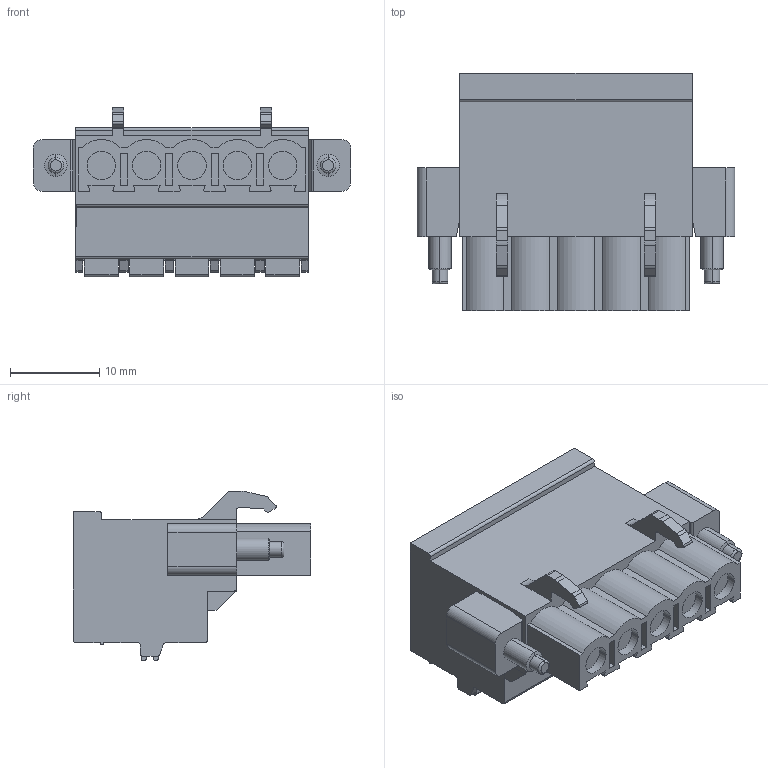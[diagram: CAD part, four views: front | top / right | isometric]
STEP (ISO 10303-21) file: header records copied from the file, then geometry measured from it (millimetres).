
FILE_DESCRIPTION((''),'2;1');
FILE_NAME('3333','2024-09-27T14:10:04',('tluser'),(''),'CREO PARAMETRIC BY PTC INC, 2018100','CREO PARAMETRIC BY PTC INC, 2018100','');
FILE_SCHEMA(('CONFIG_CONTROL_DESIGN'));
Length unit declared in the file: millimetre
Products named in the file (1): 3333
Bounding box: 35.56 x 26.6 x 19.01 mm (x, y, z)
Volume: 7415.7 mm3; surface area: 3874.3 mm2
Topology: 1 solids, 1 shells, 371 faces, 966 edges, 640 vertices
Faces by surface type: plane 236, cylinder 127, cone 4, torus 4
Entity records: 11412 total; most frequent: DIRECTION 1978, CARTESIAN_POINT 1977, ORIENTED_EDGE 1932, EDGE_CURVE 966, VECTOR 696, LINE 696, AXIS2_PLACEMENT_3D 641, VERTEX_POINT 640
